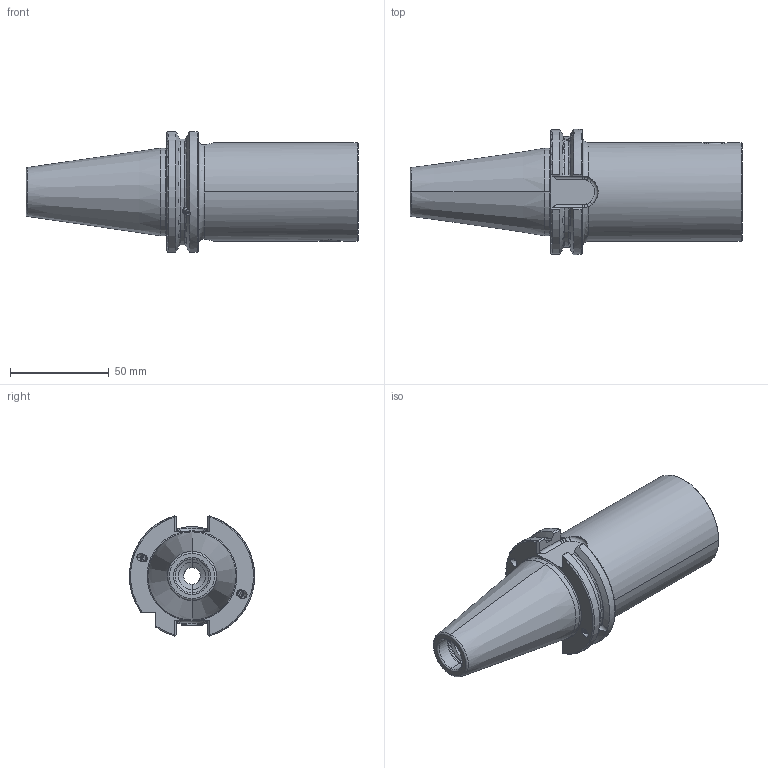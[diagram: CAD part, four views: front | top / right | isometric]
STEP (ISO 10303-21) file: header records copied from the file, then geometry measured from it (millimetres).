
FILE_DESCRIPTION (( 'STEP AP203' ), '1' );
FILE_NAME ('A14.440.050.100.STEP', '2024-08-27T07:15:02', ( '' ), ( '' ), 'SwSTEP 2.0', 'SolidWorks 2022', '' );
FILE_SCHEMA (( 'CONFIG_CONTROL_DESIGN' ));
Length unit declared in the file: millimetre
Products named in the file (5): A14.440.050.100; ISO 4026 - M4 x 3_PreviewCfg; KVT_MB_600_040; SB4-WH5.K01.100_C_mit Bundkühlung; WH5-ER1.001.017
Assembly tree (7 placements, depth 2):
  A14.440.050.100
    SB4-WH5.K01.100_C_mit Bundkühlung
    WH5-ER1.001.017  x2
    KVT_MB_600_040  x2
    ISO 4026 - M4 x 3_PreviewCfg  x2
Bounding box: 168.25 x 63.5 x 60.94 mm (x, y, z)
Volume: 240936.2 mm3; surface area: 39178.6 mm2
Topology: 9 solids, 9 shells, 329 faces, 800 edges, 474 vertices
Faces by surface type: cone 100, plane 88, cylinder 87, torus 42, bspline 8, sphere 4
Entity records: 9056 total; most frequent: CARTESIAN_POINT 2592, ORIENTED_EDGE 1260, DIRECTION 1223, EDGE_CURVE 630, AXIS2_PLACEMENT_3D 491, VERTEX_POINT 380, EDGE_LOOP 266, ADVANCED_FACE 254
